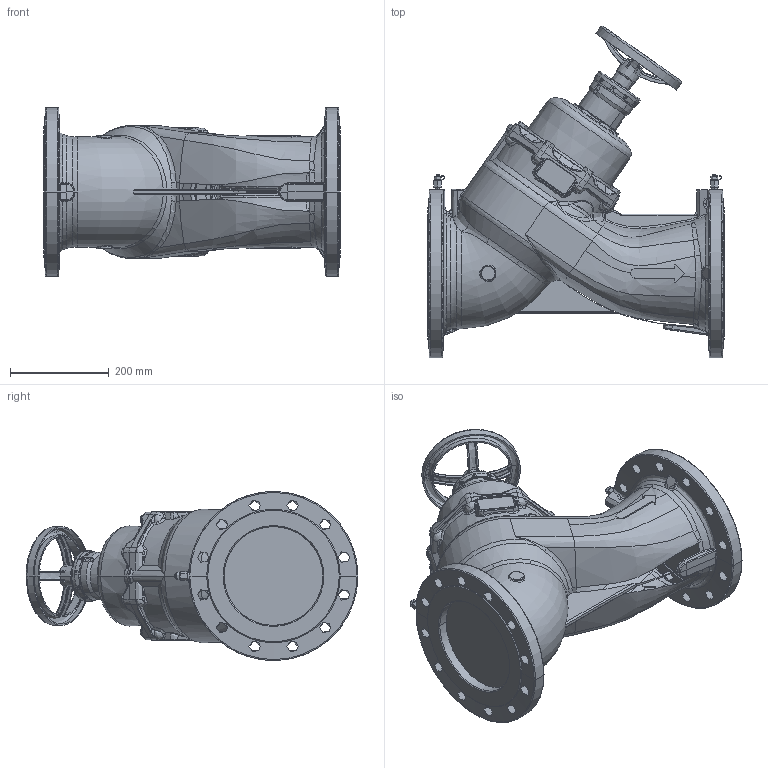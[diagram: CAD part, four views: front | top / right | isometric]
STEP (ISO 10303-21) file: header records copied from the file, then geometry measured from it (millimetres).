
FILE_DESCRIPTION(('CATIA V5 STEP Exchange','CAx-IF Rec.Pracs.--- Model Styling and Organization---1.4--- 2014-01-23','CAx-IF Rec.Pracs.---3D Tessellated Data Validation Properties---0.5---2014-09-14'),'2;1');
FILE_NAME('STEP_130202_-_TST.stp','2020-07-09T06:56:47+00:00',('none'),('none'),'CATIA Version 5-6 Release 2019 SP3','CATIA V5 STEP AP242 v1','none');
FILE_SCHEMA(('AP242_MANAGED_MODEL_BASED_3D_ENGINEERING_MIM_LF {1 0 10303 442 1 1 4}'));
Products named in the file (1): 130202 - TST
Bounding box: 600 x 671.7 x 341.45 mm (x, y, z)
Surface area: 1097604.1 mm2 (no closed solid volume)
Topology: 0 solids, 1 shells, 2253 faces, 5992 edges, 3693 vertices
Faces by surface type: bspline 852, cylinder 462, plane 442, cone 235, torus 174, sphere 88
Entity records: 111423 total; most frequent: CARTESIAN_POINT 70013, ORIENTED_EDGE 11727, EDGE_CURVE 5888, DIRECTION 4138, VERTEX_POINT 3693, B_SPLINE_CURVE_WITH_KNOTS 2429, EDGE_LOOP 2375, ADVANCED_FACE 2253
